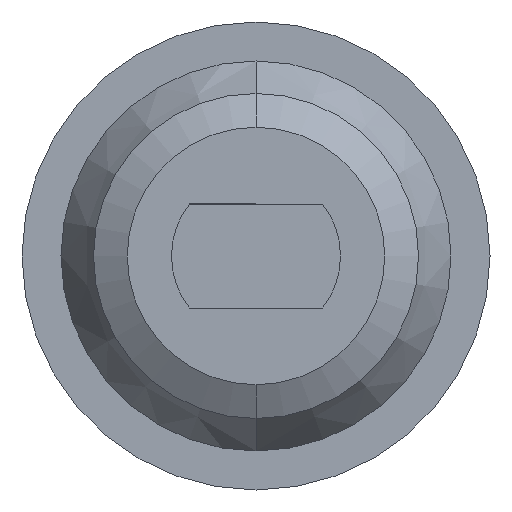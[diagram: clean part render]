
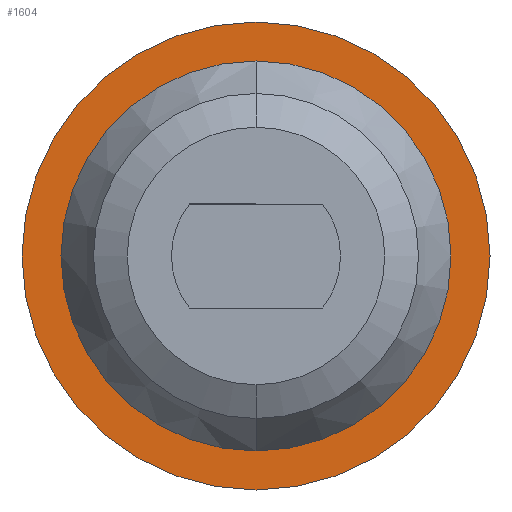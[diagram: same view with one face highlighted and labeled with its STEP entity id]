
A CAD part, front view. The second image highlights one B-rep face of the part: STEP entity #1604.
In plain terms, the highlighted planar face has unit normal (0, -1, 0).
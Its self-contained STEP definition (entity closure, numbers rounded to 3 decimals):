
#114 = CARTESIAN_POINT ( 'NONE',  ( 0., 27.8, 0. ) ) ;
#209 = CIRCLE ( 'NONE', #5463, 1.8 ) ;
#292 = ORIENTED_EDGE ( 'NONE', *, *, #5163, .F. ) ;
#363 = DIRECTION ( 'NONE',  ( 0., -1., 0. ) ) ;
#435 = DIRECTION ( 'NONE',  ( 0., -1., 0. ) ) ;
#657 = CIRCLE ( 'NONE', #786, 1.5 ) ;
#734 = CARTESIAN_POINT ( 'NONE',  ( 0., 27.8, -1.5 ) ) ;
#786 = AXIS2_PLACEMENT_3D ( 'NONE', #3030, #435, #3472 ) ;
#923 = EDGE_CURVE ( 'Defeature ausgef�hrt2_5+Defeature ausgef�hrt2_3+Defeature ausgef�hrt2_3+Defeature ausgef�hrt2_3', #1688, #3912, #209, .T. ) ;
#1063 = DIRECTION ( 'NONE',  ( 0., -1., 0. ) ) ;
#1093 = AXIS2_PLACEMENT_3D ( 'NONE', #4242, #5068, #4672 ) ;
#1238 = AXIS2_PLACEMENT_3D ( 'NONE', #114, #2264, #2285 ) ;
#1292 = AXIS2_PLACEMENT_3D ( 'NONE', #5570, #363, #2983 ) ;
#1365 = EDGE_LOOP ( 'NONE', ( #4933, #5204 ) ) ;
#1399 = FACE_BOUND ( 'NONE', #4432, .T. ) ;
#1439 = ORIENTED_EDGE ( 'NONE', *, *, #2973, .F. ) ;
#1604 = ADVANCED_FACE ( 'Defeature ausgef�hrt2_5', ( #2374, #1399 ), #2544, .T. ) ;
#1688 = VERTEX_POINT ( 'NONE', #5148 ) ;
#2264 = DIRECTION ( 'NONE',  ( 0., -1., 0. ) ) ;
#2285 = DIRECTION ( 'NONE',  ( 0., 0., -1. ) ) ;
#2374 = FACE_OUTER_BOUND ( 'NONE', #1365, .T. ) ;
#2544 = PLANE ( 'NONE',  #1093 ) ;
#2945 = VERTEX_POINT ( 'NONE', #3455 ) ;
#2973 = EDGE_CURVE ( 'Defeature ausgef�hrt2_6+Defeature ausgef�hrt2_5+Defeature ausgef�hrt2_5+Defeature ausgef�hrt2_5', #4122, #2945, #657, .T. ) ;
#2983 = DIRECTION ( 'NONE',  ( 0., 0., -1. ) ) ;
#3030 = CARTESIAN_POINT ( 'NONE',  ( 0., 27.8, 0. ) ) ;
#3455 = CARTESIAN_POINT ( 'NONE',  ( 0., 27.8, 1.5 ) ) ;
#3472 = DIRECTION ( 'NONE',  ( 0., 0., -1. ) ) ;
#3607 = DIRECTION ( 'NONE',  ( 0., 0., -1. ) ) ;
#3774 = EDGE_CURVE ( 'Defeature ausgef�hrt2_5+Defeature ausgef�hrt2_3+Defeature ausgef�hrt2_3+Defeature ausgef�hrt2_3', #3912, #1688, #3993, .T. ) ;
#3912 = VERTEX_POINT ( 'NONE', #4066 ) ;
#3993 = CIRCLE ( 'NONE', #1292, 1.8 ) ;
#4066 = CARTESIAN_POINT ( 'NONE',  ( 0., 27.8, -1.8 ) ) ;
#4122 = VERTEX_POINT ( 'NONE', #734 ) ;
#4242 = CARTESIAN_POINT ( 'NONE',  ( 1.5, 27.8, 0. ) ) ;
#4432 = EDGE_LOOP ( 'NONE', ( #1439, #292 ) ) ;
#4466 = CARTESIAN_POINT ( 'NONE',  ( 0., 27.8, 0. ) ) ;
#4672 = DIRECTION ( 'NONE',  ( 0., 0., -1. ) ) ;
#4865 = CIRCLE ( 'NONE', #1238, 1.5 ) ;
#4933 = ORIENTED_EDGE ( 'NONE', *, *, #3774, .T. ) ;
#5068 = DIRECTION ( 'NONE',  ( 0., -1., 0. ) ) ;
#5148 = CARTESIAN_POINT ( 'NONE',  ( 0., 27.8, 1.8 ) ) ;
#5163 = EDGE_CURVE ( 'Defeature ausgef�hrt2_6+Defeature ausgef�hrt2_5+Defeature ausgef�hrt2_5+Defeature ausgef�hrt2_5', #2945, #4122, #4865, .T. ) ;
#5204 = ORIENTED_EDGE ( 'NONE', *, *, #923, .T. ) ;
#5463 = AXIS2_PLACEMENT_3D ( 'NONE', #4466, #1063, #3607 ) ;
#5570 = CARTESIAN_POINT ( 'NONE',  ( 0., 27.8, 0. ) ) ;
